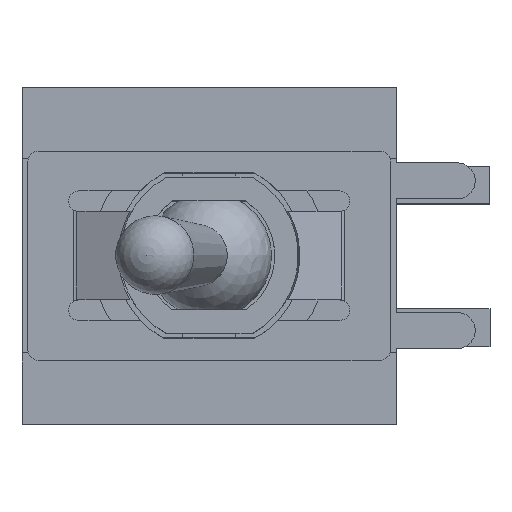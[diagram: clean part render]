
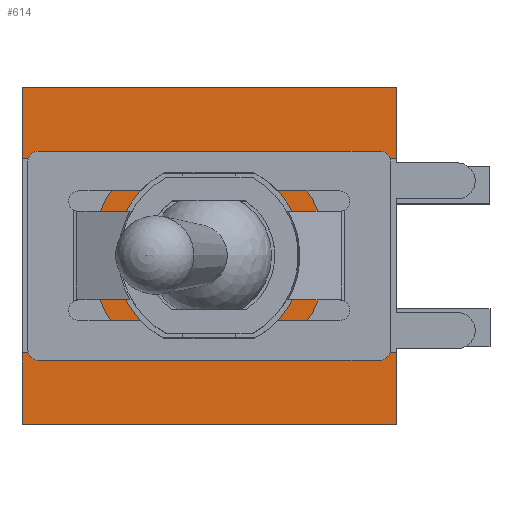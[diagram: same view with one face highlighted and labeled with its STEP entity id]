
A CAD part, top view. The second image highlights one B-rep face of the part: STEP entity #614.
In plain terms, the highlighted planar face has unit normal (0, 0, 1).
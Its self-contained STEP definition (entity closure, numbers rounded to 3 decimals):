
#423=CARTESIAN_POINT('',(6.35,5.715,10.42));
#424=VERTEX_POINT('',#423);
#431=CARTESIAN_POINT('',(6.35,-5.715,10.42));
#432=VERTEX_POINT('',#431);
#433=CARTESIAN_POINT('',(6.35,5.715,10.42));
#434=DIRECTION('',(0.0,-1.0,0.0));
#435=VECTOR('',#434,11.43);
#436=LINE('',#433,#435);
#437=EDGE_CURVE('',#424,#432,#436,.T.);
#472=CARTESIAN_POINT('',(-6.35,5.715,10.42));
#473=VERTEX_POINT('',#472);
#480=CARTESIAN_POINT('',(-6.35,5.715,10.42));
#481=DIRECTION('',(1.0,0.0,0.0));
#482=VECTOR('',#481,12.7);
#483=LINE('',#480,#482);
#484=EDGE_CURVE('',#473,#424,#483,.T.);
#562=CARTESIAN_POINT('',(-6.35,-5.715,10.42));
#563=VERTEX_POINT('',#562);
#564=CARTESIAN_POINT('',(6.35,-5.715,10.42));
#565=DIRECTION('',(-1.0,0.0,0.0));
#566=VECTOR('',#565,12.7);
#567=LINE('',#564,#566);
#568=EDGE_CURVE('',#432,#563,#567,.T.);
#590=CARTESIAN_POINT('',(-6.35,-5.715,10.42));
#591=DIRECTION('',(0.0,1.0,0.0));
#592=VECTOR('',#591,11.43);
#593=LINE('',#590,#592);
#594=EDGE_CURVE('',#563,#473,#593,.T.);
#603=CARTESIAN_POINT('',(0.,0.,10.42));
#604=DIRECTION('',(0.0,0.0,1.0));
#605=DIRECTION('',(1.0,0.0,0.0));
#606=AXIS2_PLACEMENT_3D('',#603,#604,#605);
#607=PLANE('',#606);
#608=ORIENTED_EDGE('',*,*,#437,.F.);
#609=ORIENTED_EDGE('',*,*,#484,.F.);
#610=ORIENTED_EDGE('',*,*,#594,.F.);
#611=ORIENTED_EDGE('',*,*,#568,.F.);
#612=EDGE_LOOP('',(#608,#609,#610,#611));
#613=FACE_OUTER_BOUND('',#612,.T.);
#614=ADVANCED_FACE('',(#613),#607,.T.);
